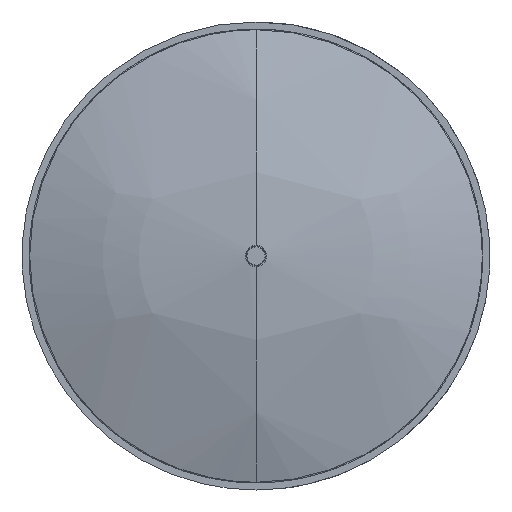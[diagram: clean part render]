
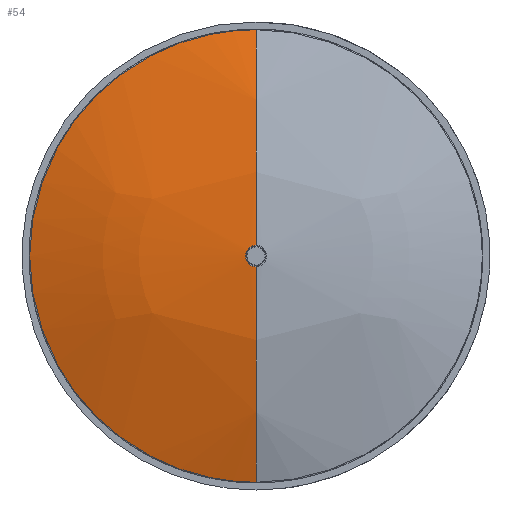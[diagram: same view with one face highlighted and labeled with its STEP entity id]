
A CAD part, front view. The second image highlights one B-rep face of the part: STEP entity #54.
In plain terms, the highlighted free-form (B-spline) face has degree [2, 2] with [9, 5] control points.
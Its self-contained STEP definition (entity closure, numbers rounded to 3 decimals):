
#54=ADVANCED_FACE('',(#81),#408,.T.);
#81=FACE_OUTER_BOUND('',#108,.T.);
#108=EDGE_LOOP('',(#151,#152,#153,#154,#155));
#151=ORIENTED_EDGE('',*,*,#254,.F.);
#152=ORIENTED_EDGE('',*,*,#256,.T.);
#153=ORIENTED_EDGE('',*,*,#255,.F.);
#154=ORIENTED_EDGE('',*,*,#257,.F.);
#155=ORIENTED_EDGE('',*,*,#258,.T.);
#254=EDGE_CURVE('',#369,#370,#317,.T.);
#255=EDGE_CURVE('',#371,#368,#318,.T.);
#256=EDGE_CURVE('',#369,#368,#319,.T.);
#257=EDGE_CURVE('',#372,#371,#320,.T.);
#258=EDGE_CURVE('',#372,#370,#321,.T.);
#317=(
BOUNDED_CURVE()
B_SPLINE_CURVE(2,(#1004,#1005,#1006),.UNSPECIFIED.,.F.,.F.)
B_SPLINE_CURVE_WITH_KNOTS((3,3),(0.,114.165),.UNSPECIFIED.)
CURVE()
GEOMETRIC_REPRESENTATION_ITEM()
RATIONAL_B_SPLINE_CURVE((1.,0.985,1.))
REPRESENTATION_ITEM('')
);
#318=(
BOUNDED_CURVE()
B_SPLINE_CURVE(2,(#1007,#1008,#1009),.UNSPECIFIED.,.F.,.F.)
B_SPLINE_CURVE_WITH_KNOTS((3,3),(0.,114.165),.UNSPECIFIED.)
CURVE()
GEOMETRIC_REPRESENTATION_ITEM()
RATIONAL_B_SPLINE_CURVE((1.,0.985,1.))
REPRESENTATION_ITEM('')
);
#319=(
BOUNDED_CURVE()
B_SPLINE_CURVE(2,(#1010,#1011,#1012,#1013,#1014),.UNSPECIFIED.,.F.,.F.)
B_SPLINE_CURVE_WITH_KNOTS((3,2,3),(0.,8.639,17.279),
 .UNSPECIFIED.)
CURVE()
GEOMETRIC_REPRESENTATION_ITEM()
RATIONAL_B_SPLINE_CURVE((1.,0.707,1.,0.707,1.))
REPRESENTATION_ITEM('')
);
#320=(
BOUNDED_CURVE()
B_SPLINE_CURVE(2,(#1015,#1016,#1017),.UNSPECIFIED.,.F.,.F.)
B_SPLINE_CURVE_WITH_KNOTS((3,3),(0.,183.783),.UNSPECIFIED.)
CURVE()
GEOMETRIC_REPRESENTATION_ITEM()
RATIONAL_B_SPLINE_CURVE((1.,0.707,1.))
REPRESENTATION_ITEM('')
);
#321=(
BOUNDED_CURVE()
B_SPLINE_CURVE(2,(#1018,#1019,#1020),.UNSPECIFIED.,.F.,.F.)
B_SPLINE_CURVE_WITH_KNOTS((3,3),(-183.783,0.),.UNSPECIFIED.)
CURVE()
GEOMETRIC_REPRESENTATION_ITEM()
RATIONAL_B_SPLINE_CURVE((1.,0.707,1.))
REPRESENTATION_ITEM('')
);
#368=VERTEX_POINT('',#956);
#369=VERTEX_POINT('',#957);
#370=VERTEX_POINT('',#958);
#371=VERTEX_POINT('',#959);
#372=VERTEX_POINT('',#960);
#408=(
BOUNDED_SURFACE()
B_SPLINE_SURFACE(2,2,((#535,#536,#537,#538,#539),(#540,#541,#542,#543,#544),
(#545,#546,#547,#548,#549),(#550,#551,#552,#553,#554),(#555,#556,#557,#558,
#559),(#560,#561,#562,#563,#564),(#565,#566,#567,#568,#569),(#570,#571,
#572,#573,#574),(#575,#576,#577,#578,#579)),.UNSPECIFIED.,.T.,.F.,.F.)
B_SPLINE_SURFACE_WITH_KNOTS((3,2,2,2,3),(3,2,3),(0.,512.495,1024.991,
1537.486,2049.982),(0.,512.495,1024.991),
 .UNSPECIFIED.)
GEOMETRIC_REPRESENTATION_ITEM()
RATIONAL_B_SPLINE_SURFACE(((1.,0.707,1.,0.707,1.),
(0.707,0.5,0.707,0.5,0.707),(1.,0.707,
1.,0.707,1.),(0.707,0.5,0.707,0.5,0.707),
(1.,0.707,1.,0.707,1.),(0.707,0.5,0.707,
0.5,0.707),(1.,0.707,1.,0.707,1.),(0.707,
0.5,0.707,0.5,0.707),(1.,0.707,1.,0.707,
1.)))
REPRESENTATION_ITEM('')
SURFACE()
);
#535=CARTESIAN_POINT('',(-326.265,298.598,121.));
#536=CARTESIAN_POINT('',(-326.265,298.598,447.265));
#537=CARTESIAN_POINT('',(0.,298.598,447.265));
#538=CARTESIAN_POINT('',(326.265,298.598,447.265));
#539=CARTESIAN_POINT('',(326.265,298.598,121.));
#540=CARTESIAN_POINT('',(-326.265,298.598,121.));
#541=CARTESIAN_POINT('',(-326.265,-27.667,447.265));
#542=CARTESIAN_POINT('',(0.,-27.667,447.265));
#543=CARTESIAN_POINT('',(326.265,-27.667,447.265));
#544=CARTESIAN_POINT('',(326.265,298.598,121.));
#545=CARTESIAN_POINT('',(-326.265,298.598,121.));
#546=CARTESIAN_POINT('',(-326.265,-27.667,121.));
#547=CARTESIAN_POINT('',(0.,-27.667,121.));
#548=CARTESIAN_POINT('',(326.265,-27.667,121.));
#549=CARTESIAN_POINT('',(326.265,298.598,121.));
#550=CARTESIAN_POINT('',(-326.265,298.598,121.));
#551=CARTESIAN_POINT('',(-326.265,-27.667,-205.265));
#552=CARTESIAN_POINT('',(0.,-27.667,-205.265));
#553=CARTESIAN_POINT('',(326.265,-27.667,-205.265));
#554=CARTESIAN_POINT('',(326.265,298.598,121.));
#555=CARTESIAN_POINT('',(-326.265,298.598,121.));
#556=CARTESIAN_POINT('',(-326.265,298.598,-205.265));
#557=CARTESIAN_POINT('',(0.,298.598,-205.265));
#558=CARTESIAN_POINT('',(326.265,298.598,-205.265));
#559=CARTESIAN_POINT('',(326.265,298.598,121.));
#560=CARTESIAN_POINT('',(-326.265,298.598,121.));
#561=CARTESIAN_POINT('',(-326.265,624.863,-205.265));
#562=CARTESIAN_POINT('',(0.,624.863,-205.265));
#563=CARTESIAN_POINT('',(326.265,624.863,-205.265));
#564=CARTESIAN_POINT('',(326.265,298.598,121.));
#565=CARTESIAN_POINT('',(-326.265,298.598,121.));
#566=CARTESIAN_POINT('',(-326.265,624.863,121.));
#567=CARTESIAN_POINT('',(0.,624.863,121.));
#568=CARTESIAN_POINT('',(326.265,624.863,121.));
#569=CARTESIAN_POINT('',(326.265,298.598,121.));
#570=CARTESIAN_POINT('',(-326.265,298.598,121.));
#571=CARTESIAN_POINT('',(-326.265,624.863,447.265));
#572=CARTESIAN_POINT('',(0.,624.863,447.265));
#573=CARTESIAN_POINT('',(326.265,624.863,447.265));
#574=CARTESIAN_POINT('',(326.265,298.598,121.));
#575=CARTESIAN_POINT('',(-326.265,298.598,121.));
#576=CARTESIAN_POINT('',(-326.265,298.598,447.265));
#577=CARTESIAN_POINT('',(0.,298.598,447.265));
#578=CARTESIAN_POINT('',(326.265,298.598,447.265));
#579=CARTESIAN_POINT('',(326.265,298.598,121.));
#956=CARTESIAN_POINT('',(0.,-27.62,126.5));
#957=CARTESIAN_POINT('',(0.,-27.62,115.5));
#958=CARTESIAN_POINT('',(0.,-5.967,4.));
#959=CARTESIAN_POINT('',(0.,-5.967,238.));
#960=CARTESIAN_POINT('',(-117.,-5.967,121.));
#1004=CARTESIAN_POINT('',(0.,-27.62,115.5));
#1005=CARTESIAN_POINT('',(0.,-26.648,57.836));
#1006=CARTESIAN_POINT('',(0.,-5.967,4.));
#1007=CARTESIAN_POINT('',(0.,-5.967,238.));
#1008=CARTESIAN_POINT('',(0.,-26.648,184.164));
#1009=CARTESIAN_POINT('',(0.,-27.62,126.5));
#1010=CARTESIAN_POINT('',(0.,-27.62,115.5));
#1011=CARTESIAN_POINT('',(-5.5,-27.62,115.5));
#1012=CARTESIAN_POINT('',(-5.5,-27.62,121.));
#1013=CARTESIAN_POINT('',(-5.5,-27.62,126.5));
#1014=CARTESIAN_POINT('',(0.,-27.62,126.5));
#1015=CARTESIAN_POINT('',(-117.,-5.967,121.));
#1016=CARTESIAN_POINT('',(-117.,-5.967,238.));
#1017=CARTESIAN_POINT('',(0.,-5.967,238.));
#1018=CARTESIAN_POINT('',(-117.,-5.967,121.));
#1019=CARTESIAN_POINT('',(-117.,-5.967,4.));
#1020=CARTESIAN_POINT('',(0.,-5.967,4.));
